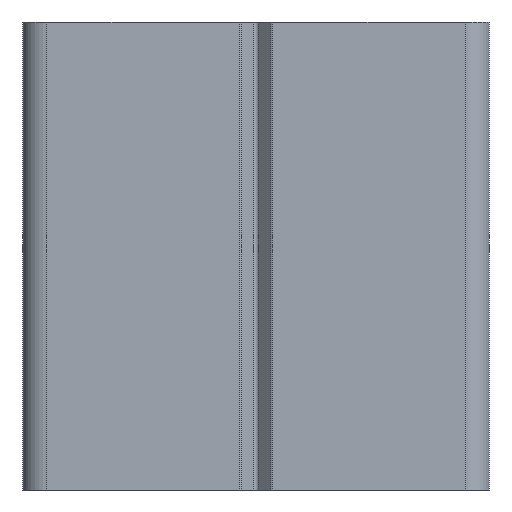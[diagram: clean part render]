
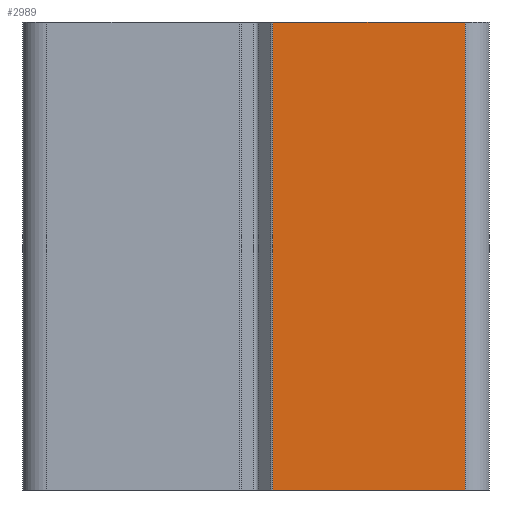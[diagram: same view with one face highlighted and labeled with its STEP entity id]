
A CAD part, front view. The second image highlights one B-rep face of the part: STEP entity #2989.
In plain terms, the highlighted planar face has unit normal (0, -1, 0).
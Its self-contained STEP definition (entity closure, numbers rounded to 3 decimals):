
#23 = CARTESIAN_POINT ( 'NONE',  ( 5.18, 0., 30. ) ) ;
#575 = EDGE_CURVE ( 'NONE', #2151, #5310, #760, .T. ) ;
#760 = LINE ( 'NONE', #1228, #3298 ) ;
#787 = DIRECTION ( 'NONE',  ( 0., 0., -1. ) ) ;
#857 = FACE_OUTER_BOUND ( 'NONE', #2761, .T. ) ;
#1228 = CARTESIAN_POINT ( 'NONE',  ( 17.5, 0., 30. ) ) ;
#1263 = CARTESIAN_POINT ( 'NONE',  ( 5.18, 0., 30. ) ) ;
#1342 = LINE ( 'NONE', #5303, #4230 ) ;
#1717 = DIRECTION ( 'NONE',  ( 0., 0., 1. ) ) ;
#1762 = EDGE_CURVE ( 'NONE', #4600, #2151, #2675, .T. ) ;
#1928 = EDGE_CURVE ( 'NONE', #5822, #5310, #2735, .T. ) ;
#2151 = VERTEX_POINT ( 'NONE', #2579 ) ;
#2187 = EDGE_CURVE ( 'NONE', #4600, #5822, #1342, .T. ) ;
#2190 = ORIENTED_EDGE ( 'NONE', *, *, #1762, .F. ) ;
#2206 = ORIENTED_EDGE ( 'NONE', *, *, #2187, .T. ) ;
#2283 = ORIENTED_EDGE ( 'NONE', *, *, #1928, .T. ) ;
#2326 = CARTESIAN_POINT ( 'NONE',  ( 5.18, 0., 0. ) ) ;
#2579 = CARTESIAN_POINT ( 'NONE',  ( 17.5, 0., 30. ) ) ;
#2675 = LINE ( 'NONE', #1263, #4610 ) ;
#2735 = LINE ( 'NONE', #2326, #2992 ) ;
#2761 = EDGE_LOOP ( 'NONE', ( #2283, #2925, #2190, #2206 ) ) ;
#2925 = ORIENTED_EDGE ( 'NONE', *, *, #575, .F. ) ;
#2989 = ADVANCED_FACE ( 'NONE', ( #857 ), #5841, .F. ) ;
#2992 = VECTOR ( 'NONE', #4128, 1000. ) ;
#3145 = CARTESIAN_POINT ( 'NONE',  ( 17.5, 0., 0. ) ) ;
#3298 = VECTOR ( 'NONE', #787, 1000. ) ;
#3418 = CARTESIAN_POINT ( 'NONE',  ( 5.18, 0., 30. ) ) ;
#3952 = DIRECTION ( 'NONE',  ( 1., 0., 0. ) ) ;
#3982 = DIRECTION ( 'NONE',  ( 0., 1., 0. ) ) ;
#4128 = DIRECTION ( 'NONE',  ( 1., 0., 0. ) ) ;
#4230 = VECTOR ( 'NONE', #4953, 1000. ) ;
#4600 = VERTEX_POINT ( 'NONE', #3418 ) ;
#4610 = VECTOR ( 'NONE', #3952, 1000. ) ;
#4716 = CARTESIAN_POINT ( 'NONE',  ( 5.18, 0., 0. ) ) ;
#4730 = AXIS2_PLACEMENT_3D ( 'NONE', #23, #3982, #1717 ) ;
#4953 = DIRECTION ( 'NONE',  ( 0., 0., -1. ) ) ;
#5303 = CARTESIAN_POINT ( 'NONE',  ( 5.18, 0., 30. ) ) ;
#5310 = VERTEX_POINT ( 'NONE', #3145 ) ;
#5822 = VERTEX_POINT ( 'NONE', #4716 ) ;
#5841 = PLANE ( 'NONE',  #4730 ) ;
